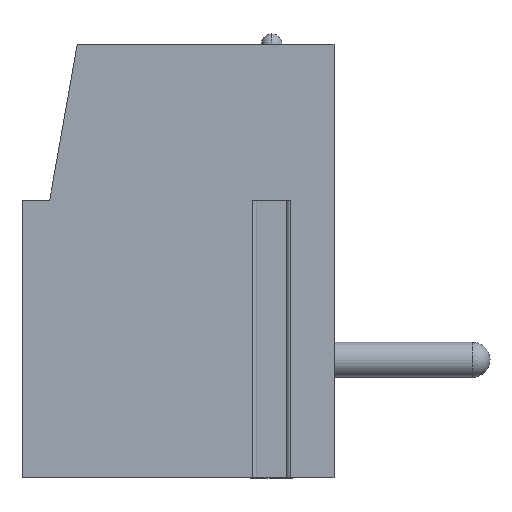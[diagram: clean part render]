
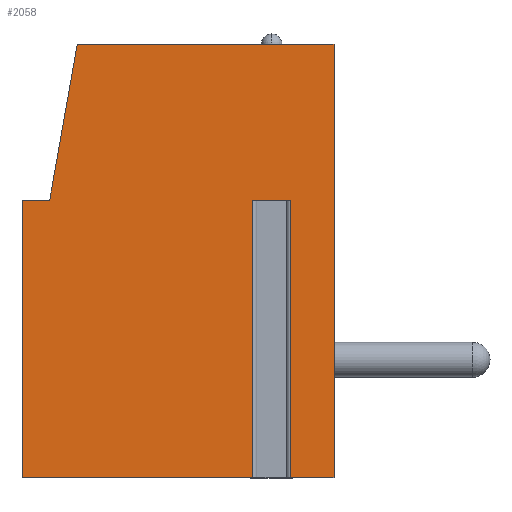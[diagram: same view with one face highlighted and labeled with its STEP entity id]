
A CAD part, top view. The second image highlights one B-rep face of the part: STEP entity #2058.
In plain terms, the highlighted planar face has unit normal (0, 0, 1).
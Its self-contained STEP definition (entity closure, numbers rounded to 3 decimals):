
#13=DIRECTION('',(-1.,0.,0.));
#14=VECTOR('',#13,1.112);
#15=CARTESIAN_POINT('',(3.256,1.75,7.62));
#16=LINE('',#15,#14);
#17=DIRECTION('',(0.,-1.,0.));
#18=VECTOR('',#17,8.);
#19=CARTESIAN_POINT('',(2.144,1.75,7.62));
#20=LINE('',#19,#18);
#21=DIRECTION('',(1.,0.,0.));
#22=VECTOR('',#21,6.644);
#23=CARTESIAN_POINT('',(-4.5,-6.25,7.62));
#24=LINE('',#23,#22);
#25=DIRECTION('',(0.,-1.,0.));
#26=VECTOR('',#25,8.);
#27=CARTESIAN_POINT('',(-4.5,1.75,7.62));
#28=LINE('',#27,#26);
#29=DIRECTION('',(-1.,0.,0.));
#30=VECTOR('',#29,0.8);
#31=CARTESIAN_POINT('',(-3.7,1.75,7.62));
#32=LINE('',#31,#30);
#33=DIRECTION('',(-0.174,-0.985,0.));
#34=VECTOR('',#33,4.569);
#35=CARTESIAN_POINT('',(-2.907,6.25,7.62));
#36=LINE('',#35,#34);
#37=DIRECTION('',(-1.,0.,0.));
#38=VECTOR('',#37,7.407);
#39=CARTESIAN_POINT('',(4.5,6.25,7.62));
#40=LINE('',#39,#38);
#41=DIRECTION('',(0.,1.,0.));
#42=VECTOR('',#41,12.5);
#43=CARTESIAN_POINT('',(4.5,-6.25,7.62));
#44=LINE('',#43,#42);
#45=DIRECTION('',(1.,0.,0.));
#46=VECTOR('',#45,1.244);
#47=CARTESIAN_POINT('',(3.256,-6.25,7.62));
#48=LINE('',#47,#46);
#49=DIRECTION('',(0.,-1.,0.));
#50=VECTOR('',#49,8.);
#51=CARTESIAN_POINT('',(3.256,1.75,7.62));
#52=LINE('',#51,#50);
#1599=CARTESIAN_POINT('',(-3.7,1.75,7.62));
#1600=CARTESIAN_POINT('',(-4.5,1.75,7.62));
#1601=VERTEX_POINT('',#1599);
#1602=VERTEX_POINT('',#1600);
#1603=CARTESIAN_POINT('',(-4.5,-6.25,7.62));
#1604=VERTEX_POINT('',#1603);
#1605=CARTESIAN_POINT('',(4.5,-6.25,7.62));
#1606=CARTESIAN_POINT('',(4.5,6.25,7.62));
#1607=VERTEX_POINT('',#1605);
#1608=VERTEX_POINT('',#1606);
#1609=CARTESIAN_POINT('',(-2.907,6.25,7.62));
#1610=VERTEX_POINT('',#1609);
#1659=CARTESIAN_POINT('',(3.256,1.75,7.62));
#1660=CARTESIAN_POINT('',(2.144,1.75,7.62));
#1661=VERTEX_POINT('',#1659);
#1662=VERTEX_POINT('',#1660);
#1663=CARTESIAN_POINT('',(2.144,-6.25,7.62));
#1664=VERTEX_POINT('',#1663);
#1665=CARTESIAN_POINT('',(3.256,-6.25,7.62));
#1666=VERTEX_POINT('',#1665);
#2031=CARTESIAN_POINT('',(0.,0.,7.62));
#2032=DIRECTION('',(0.,0.,1.));
#2033=DIRECTION('',(1.,0.,0.));
#2034=AXIS2_PLACEMENT_3D('',#2031,#2032,#2033);
#2035=PLANE('',#2034);
#2037=ORIENTED_EDGE('',*,*,#2036,.T.);
#2039=ORIENTED_EDGE('',*,*,#2038,.T.);
#2041=ORIENTED_EDGE('',*,*,#2040,.F.);
#2043=ORIENTED_EDGE('',*,*,#2042,.F.);
#2045=ORIENTED_EDGE('',*,*,#2044,.F.);
#2047=ORIENTED_EDGE('',*,*,#2046,.F.);
#2049=ORIENTED_EDGE('',*,*,#2048,.F.);
#2051=ORIENTED_EDGE('',*,*,#2050,.F.);
#2053=ORIENTED_EDGE('',*,*,#2052,.F.);
#2055=ORIENTED_EDGE('',*,*,#2054,.F.);
#2056=EDGE_LOOP('',(#2037,#2039,#2041,#2043,#2045,#2047,#2049,#2051,#2053,
#2055));
#2057=FACE_OUTER_BOUND('',#2056,.F.);
#2036=EDGE_CURVE('',#1661,#1662,#16,.T.);
#2038=EDGE_CURVE('',#1662,#1664,#20,.T.);
#2040=EDGE_CURVE('',#1604,#1664,#24,.T.);
#2042=EDGE_CURVE('',#1602,#1604,#28,.T.);
#2044=EDGE_CURVE('',#1601,#1602,#32,.T.);
#2046=EDGE_CURVE('',#1610,#1601,#36,.T.);
#2048=EDGE_CURVE('',#1608,#1610,#40,.T.);
#2050=EDGE_CURVE('',#1607,#1608,#44,.T.);
#2052=EDGE_CURVE('',#1666,#1607,#48,.T.);
#2054=EDGE_CURVE('',#1661,#1666,#52,.T.);
#2058=ADVANCED_FACE('',(#2057),#2035,.T.);
